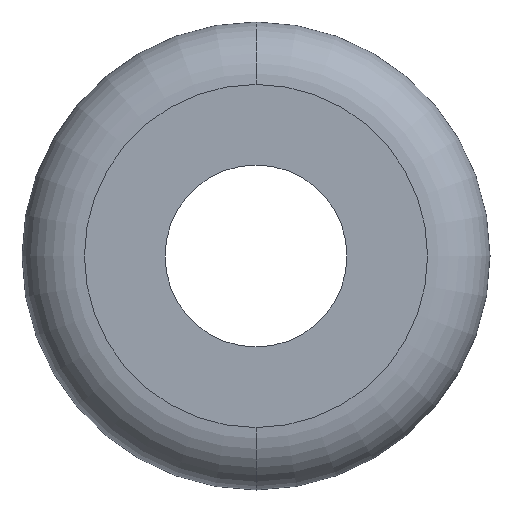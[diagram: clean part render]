
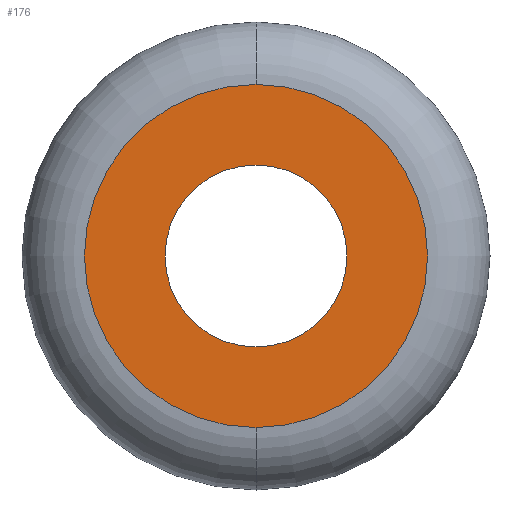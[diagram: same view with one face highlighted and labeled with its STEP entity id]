
A CAD part, front view. The second image highlights one B-rep face of the part: STEP entity #176.
In plain terms, the highlighted planar face has unit normal (0, -1, 0).
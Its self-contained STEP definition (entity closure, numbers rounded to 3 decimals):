
#1 = DIRECTION ( 'NONE',  ( 0., 1., 0. ) ) ;
#2 = DIRECTION ( 'NONE',  ( 0., 0., 1. ) ) ;
#3 = AXIS2_PLACEMENT_3D ( 'NONE', #4, #1, #2 ) ;
#4 = CARTESIAN_POINT ( 'NONE',  ( -1.75, 0., 0. ) ) ;
#23 = VERTEX_POINT ( 'NONE', #83 ) ;
#24 = VERTEX_POINT ( 'NONE', #82 ) ;
#49 = EDGE_CURVE ( 'NONE', #23, #24, #111, .T. ) ;
#82 = CARTESIAN_POINT ( 'NONE',  ( 0., 0., -1.75 ) ) ;
#83 = CARTESIAN_POINT ( 'NONE',  ( 0., 0., 1.75 ) ) ;
#107 = DIRECTION ( 'NONE',  ( 0., 0., -1. ) ) ;
#108 = DIRECTION ( 'NONE',  ( 0., -1., 0. ) ) ;
#109 = CARTESIAN_POINT ( 'NONE',  ( 0., 0., 0. ) ) ;
#110 = AXIS2_PLACEMENT_3D ( 'NONE', #109, #108, #107 ) ;
#111 = CIRCLE ( 'NONE', #110, 1.75 ) ;
#136 = EDGE_CURVE ( 'NONE', #137, #138, #270, .T. ) ;
#137 = VERTEX_POINT ( 'NONE', #266 ) ;
#138 = VERTEX_POINT ( 'NONE', #265 ) ;
#176 = ADVANCED_FACE ( 'NONE', ( #333, #327 ), #326, .F. ) ;
#177 = EDGE_LOOP ( 'NONE', ( #178, #180 ) ) ;
#178 = ORIENTED_EDGE ( 'NONE', *, *, #179, .T. ) ;
#179 = EDGE_CURVE ( 'NONE', #138, #137, #374, .T. ) ;
#180 = ORIENTED_EDGE ( 'NONE', *, *, #136, .T. ) ;
#181 = EDGE_LOOP ( 'NONE', ( #182, #184 ) ) ;
#182 = ORIENTED_EDGE ( 'NONE', *, *, #183, .F. ) ;
#183 = EDGE_CURVE ( 'NONE', #24, #23, #368, .T. ) ;
#184 = ORIENTED_EDGE ( 'NONE', *, *, #49, .F. ) ;
#265 = CARTESIAN_POINT ( 'NONE',  ( 0., 0., 3.3 ) ) ;
#266 = CARTESIAN_POINT ( 'NONE',  ( 0., 0., -3.3 ) ) ;
#267 = DIRECTION ( 'NONE',  ( 0., 0., 1. ) ) ;
#268 = DIRECTION ( 'NONE',  ( 0., -1., 0. ) ) ;
#269 = AXIS2_PLACEMENT_3D ( 'NONE', #275, #268, #267 ) ;
#270 = CIRCLE ( 'NONE', #269, 3.3 ) ;
#275 = CARTESIAN_POINT ( 'NONE',  ( 0., 0., 0. ) ) ;
#326 = PLANE ( 'NONE',  #3 ) ;
#327 = FACE_BOUND ( 'NONE', #181, .T. ) ;
#333 = FACE_OUTER_BOUND ( 'NONE', #177, .T. ) ;
#354 = CARTESIAN_POINT ( 'NONE',  ( 0., 0., 0. ) ) ;
#365 = DIRECTION ( 'NONE',  ( 0., 0., -1. ) ) ;
#366 = DIRECTION ( 'NONE',  ( 0., -1., 0. ) ) ;
#367 = AXIS2_PLACEMENT_3D ( 'NONE', #354, #366, #365 ) ;
#368 = CIRCLE ( 'NONE', #367, 1.75 ) ;
#370 = DIRECTION ( 'NONE',  ( 0., 0., 1. ) ) ;
#371 = DIRECTION ( 'NONE',  ( 0., -1., 0. ) ) ;
#372 = CARTESIAN_POINT ( 'NONE',  ( 0., 0., 0. ) ) ;
#373 = AXIS2_PLACEMENT_3D ( 'NONE', #372, #371, #370 ) ;
#374 = CIRCLE ( 'NONE', #373, 3.3 ) ;
